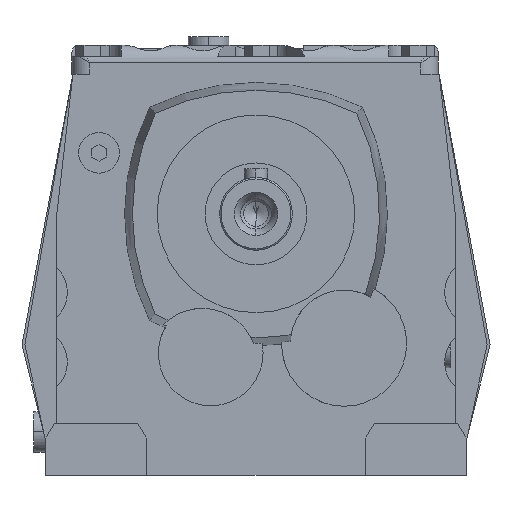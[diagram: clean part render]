
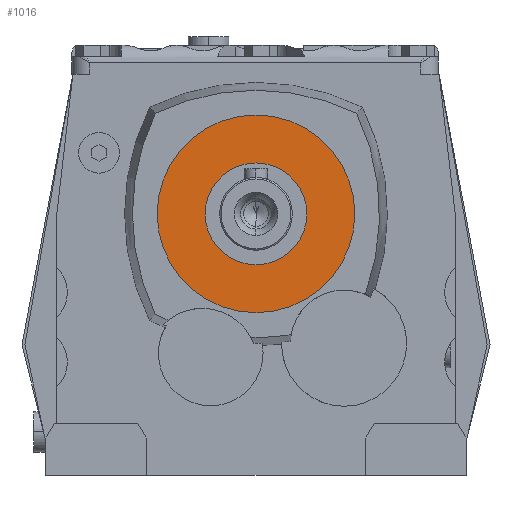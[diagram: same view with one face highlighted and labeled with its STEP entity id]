
A CAD part, left-side view. The second image highlights one B-rep face of the part: STEP entity #1016.
In plain terms, the highlighted planar face has unit normal (-1, 0, 0).
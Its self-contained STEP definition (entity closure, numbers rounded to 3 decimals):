
#1016=ADVANCED_FACE('',(#2060,#2061),#2062,.T.);
#2060=FACE_OUTER_BOUND('',#3196,.T.);
#2061=FACE_BOUND('',#3197,.T.);
#2062=PLANE('',#3198);
#3196=EDGE_LOOP('',(#6210,#6211));
#3197=EDGE_LOOP('',(#6212,#6213));
#3198=AXIS2_PLACEMENT_3D('',#6214,#6215,#6216);
#6210=ORIENTED_EDGE('',*,*,#7424,.T.);
#6211=ORIENTED_EDGE('',*,*,#6249,.T.);
#6212=ORIENTED_EDGE('',*,*,#6246,.T.);
#6213=ORIENTED_EDGE('',*,*,#7425,.T.);
#6214=CARTESIAN_POINT('',(3.0,0.0,0.0));
#6215=DIRECTION('',(-1.0,0.0,0.0));
#6216=DIRECTION('',(0.0,-1.0,0.0));
#6246=EDGE_CURVE('',#7433,#7437,#7439,.T.);
#6249=EDGE_CURVE('',#7444,#7441,#7445,.T.);
#7424=EDGE_CURVE('',#7441,#7444,#9162,.T.);
#7425=EDGE_CURVE('',#7437,#7433,#9163,.T.);
#7433=VERTEX_POINT('',#9171);
#7437=VERTEX_POINT('',#9176);
#7439=CIRCLE('',#9179,17.5);
#7441=VERTEX_POINT('',#9181);
#7444=VERTEX_POINT('',#9185);
#7445=CIRCLE('',#9186,34.0);
#9162=CIRCLE('',#12699,34.0);
#9163=CIRCLE('',#12700,17.5);
#9171=CARTESIAN_POINT('',(3.0,17.5,0.0));
#9176=CARTESIAN_POINT('',(3.0,-17.5,0.));
#9179=AXIS2_PLACEMENT_3D('',#12711,#12712,#12713);
#9181=CARTESIAN_POINT('',(3.0,34.0,0.0));
#9185=CARTESIAN_POINT('',(3.0,-34.0,0.));
#9186=AXIS2_PLACEMENT_3D('',#12715,#12716,#12717);
#12699=AXIS2_PLACEMENT_3D('',#13889,#13890,#13891);
#12700=AXIS2_PLACEMENT_3D('',#13892,#13893,#13894);
#12711=CARTESIAN_POINT('',(3.0,0.0,0.0));
#12712=DIRECTION('',(1.0,0.0,0.0));
#12713=DIRECTION('',(0.0,1.0,0.0));
#12715=CARTESIAN_POINT('',(3.0,0.0,0.0));
#12716=DIRECTION('',(-1.0,0.0,0.0));
#12717=DIRECTION('',(0.0,1.0,0.0));
#13889=CARTESIAN_POINT('',(3.0,0.0,0.0));
#13890=DIRECTION('',(-1.0,0.0,0.0));
#13891=DIRECTION('',(0.0,1.0,0.0));
#13892=CARTESIAN_POINT('',(3.0,0.0,0.0));
#13893=DIRECTION('',(1.0,0.0,0.0));
#13894=DIRECTION('',(0.0,1.0,0.0));
